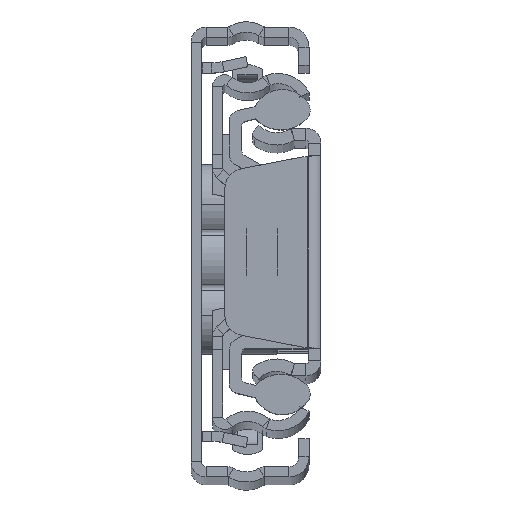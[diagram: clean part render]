
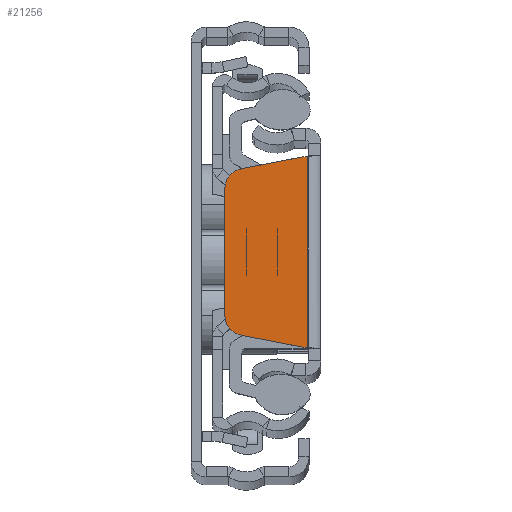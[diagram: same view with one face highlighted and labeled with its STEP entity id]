
A CAD part, top view. The second image highlights one B-rep face of the part: STEP entity #21256.
In plain terms, the highlighted planar face has unit normal (0, 0, 1).
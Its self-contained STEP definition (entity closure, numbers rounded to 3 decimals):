
#436 = DIRECTION ( 'NONE',  ( 0., -1., 0. ) ) ;
#518 = ORIENTED_EDGE ( 'NONE', *, *, #14982, .T. ) ;
#1382 = VERTEX_POINT ( 'NONE', #15172 ) ;
#1545 = VECTOR ( 'NONE', #436, 1000. ) ;
#1632 = AXIS2_PLACEMENT_3D ( 'NONE', #4340, #16725, #22127 ) ;
#1677 = DIRECTION ( 'NONE',  ( -0.982, -0.189, 0. ) ) ;
#1982 = LINE ( 'NONE', #3972, #1545 ) ;
#2328 = CIRCLE ( 'NONE', #20777, 2. ) ;
#3504 = VERTEX_POINT ( 'NONE', #5216 ) ;
#3972 = CARTESIAN_POINT ( 'NONE',  ( -1.36, -9.379, 0. ) ) ;
#4051 = DIRECTION ( 'NONE',  ( -1., 0., 0. ) ) ;
#4340 = CARTESIAN_POINT ( 'NONE',  ( -7.401, -6.183, 0. ) ) ;
#5216 = CARTESIAN_POINT ( 'NONE',  ( -9.401, 6.183, 0. ) ) ;
#5507 = FACE_OUTER_BOUND ( 'NONE', #22513, .T. ) ;
#5755 = CIRCLE ( 'NONE', #1632, 2. ) ;
#5799 = EDGE_CURVE ( 'NONE', #1382, #7850, #5755, .T. ) ;
#5837 = VERTEX_POINT ( 'NONE', #17775 ) ;
#6765 = VERTEX_POINT ( 'NONE', #18271 ) ;
#7450 = CARTESIAN_POINT ( 'NONE',  ( -1.36, 9.379, 0. ) ) ;
#7514 = VECTOR ( 'NONE', #18582, 1000. ) ;
#7734 = PLANE ( 'NONE',  #9107 ) ;
#7850 = VERTEX_POINT ( 'NONE', #16605 ) ;
#8682 = VECTOR ( 'NONE', #1677, 1000. ) ;
#8735 = DIRECTION ( 'NONE',  ( 0., -1., 0. ) ) ;
#9073 = LINE ( 'NONE', #14510, #10157 ) ;
#9107 = AXIS2_PLACEMENT_3D ( 'NONE', #11160, #19890, #16708 ) ;
#10157 = VECTOR ( 'NONE', #8735, 1000. ) ;
#10609 = CARTESIAN_POINT ( 'NONE',  ( -1.786, 9.298, 0. ) ) ;
#11079 = ORIENTED_EDGE ( 'NONE', *, *, #14456, .T. ) ;
#11160 = CARTESIAN_POINT ( 'NONE',  ( 0., 0., 0. ) ) ;
#12347 = ORIENTED_EDGE ( 'NONE', *, *, #18093, .T. ) ;
#13288 = VERTEX_POINT ( 'NONE', #7450 ) ;
#14456 = EDGE_CURVE ( 'NONE', #7850, #5837, #14677, .T. ) ;
#14510 = CARTESIAN_POINT ( 'NONE',  ( -9.401, 0., 0. ) ) ;
#14677 = LINE ( 'NONE', #22209, #7514 ) ;
#14982 = EDGE_CURVE ( 'NONE', #3504, #1382, #9073, .T. ) ;
#14984 = EDGE_CURVE ( 'NONE', #13288, #6765, #19575, .T. ) ;
#15172 = CARTESIAN_POINT ( 'NONE',  ( -9.401, -6.183, 0. ) ) ;
#15653 = ORIENTED_EDGE ( 'NONE', *, *, #14984, .T. ) ;
#16605 = CARTESIAN_POINT ( 'NONE',  ( -7.778, -8.147, 0. ) ) ;
#16708 = DIRECTION ( 'NONE',  ( -1., 0., 0. ) ) ;
#16725 = DIRECTION ( 'NONE',  ( 0., 0., 1. ) ) ;
#16746 = ORIENTED_EDGE ( 'NONE', *, *, #5799, .T. ) ;
#16795 = CARTESIAN_POINT ( 'NONE',  ( -7.401, 6.183, 0. ) ) ;
#17775 = CARTESIAN_POINT ( 'NONE',  ( -1.36, -9.379, 0. ) ) ;
#17839 = ORIENTED_EDGE ( 'NONE', *, *, #20185, .F. ) ;
#18093 = EDGE_CURVE ( 'NONE', #6765, #3504, #2328, .T. ) ;
#18271 = CARTESIAN_POINT ( 'NONE',  ( -7.778, 8.147, 0. ) ) ;
#18582 = DIRECTION ( 'NONE',  ( 0.982, -0.189, 0. ) ) ;
#19575 = LINE ( 'NONE', #10609, #8682 ) ;
#19890 = DIRECTION ( 'NONE',  ( 0., 0., -1. ) ) ;
#20185 = EDGE_CURVE ( 'NONE', #13288, #5837, #1982, .T. ) ;
#20777 = AXIS2_PLACEMENT_3D ( 'NONE', #16795, #21868, #4051 ) ;
#21256 = ADVANCED_FACE ( 'NONE', ( #5507 ), #7734, .F. ) ;
#21868 = DIRECTION ( 'NONE',  ( 0., 0., 1. ) ) ;
#22127 = DIRECTION ( 'NONE',  ( -1., 0., 0. ) ) ;
#22209 = CARTESIAN_POINT ( 'NONE',  ( -1.786, -9.298, 0. ) ) ;
#22513 = EDGE_LOOP ( 'NONE', ( #518, #16746, #11079, #17839, #15653, #12347 ) ) ;
